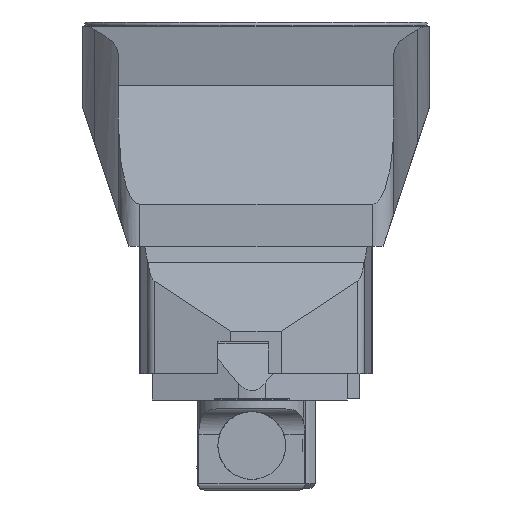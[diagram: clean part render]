
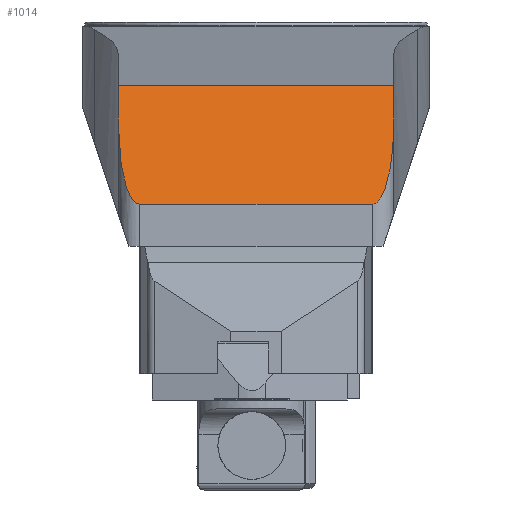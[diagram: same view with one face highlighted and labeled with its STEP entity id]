
A CAD part, left-side view. The second image highlights one B-rep face of the part: STEP entity #1014.
In plain terms, the highlighted planar face has unit normal (-0.966, 0, 0.259).
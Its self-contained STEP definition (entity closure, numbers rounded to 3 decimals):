
#562=ELLIPSE('',#8671,38.637,10.);
#563=ELLIPSE('',#8672,38.637,10.);
#611=FACE_OUTER_BOUND('',#3499,.T.);
#1014=ADVANCED_FACE('',(#611),#1470,.F.);
#1470=PLANE('',#8673);
#1857=LINE('',#11623,#2625);
#1863=LINE('',#11635,#2631);
#1864=LINE('',#11641,#2632);
#1865=LINE('',#11643,#2633);
#2625=VECTOR('',#9439,1.);
#2631=VECTOR('',#9449,1.);
#2632=VECTOR('',#9454,1.);
#2633=VECTOR('',#9455,1.);
#3499=EDGE_LOOP('',(#4084,#4085,#4086,#4087,#4088,#4089));
#4084=ORIENTED_EDGE('',*,*,#7182,.T.);
#4085=ORIENTED_EDGE('',*,*,#7183,.T.);
#4086=ORIENTED_EDGE('',*,*,#7176,.F.);
#4087=ORIENTED_EDGE('',*,*,#7184,.T.);
#4088=ORIENTED_EDGE('',*,*,#7185,.T.);
#4089=ORIENTED_EDGE('',*,*,#7186,.T.);
#6378=VERTEX_POINT('',#11624);
#6379=VERTEX_POINT('',#11625);
#6382=VERTEX_POINT('',#11636);
#6383=VERTEX_POINT('',#11637);
#6384=VERTEX_POINT('',#11640);
#6385=VERTEX_POINT('',#11642);
#7176=EDGE_CURVE('',#6378,#6379,#1857,.T.);
#7182=EDGE_CURVE('',#6382,#6383,#1863,.T.);
#7183=EDGE_CURVE('',#6383,#6379,#562,.T.);
#7184=EDGE_CURVE('',#6378,#6384,#563,.T.);
#7185=EDGE_CURVE('',#6384,#6385,#1864,.T.);
#7186=EDGE_CURVE('',#6385,#6382,#1865,.T.);
#8671=AXIS2_PLACEMENT_3D('',#11638,#9450,#9451);
#8672=AXIS2_PLACEMENT_3D('',#11639,#9452,#9453);
#8673=AXIS2_PLACEMENT_3D('',#11644,#9456,#9457);
#9439=DIRECTION('',(0.,1.,0.));
#9449=DIRECTION('',(-0.259,0.,-0.966));
#9450=DIRECTION('',(-0.966,0.,0.259));
#9451=DIRECTION('',(-0.259,0.,-0.966));
#9452=DIRECTION('',(-0.966,0.,0.259));
#9453=DIRECTION('',(0.259,0.,0.966));
#9454=DIRECTION('',(0.259,0.,0.966));
#9455=DIRECTION('',(0.,1.,0.));
#9456=DIRECTION('',(0.966,0.,-0.259));
#9457=DIRECTION('',(0.259,0.,0.966));
#11623=CARTESIAN_POINT('',(-475.,-475.,-86.));
#11624=CARTESIAN_POINT('',(-475.,-55.,-86.));
#11625=CARTESIAN_POINT('',(-475.,55.,-86.));
#11635=CARTESIAN_POINT('',(-459.995,65.,-30.));
#11636=CARTESIAN_POINT('',(-459.995,65.,-30.));
#11637=CARTESIAN_POINT('',(-465.,65.,-48.679));
#11638=CARTESIAN_POINT('',(-465.,55.,-48.679));
#11639=CARTESIAN_POINT('',(-465.,-55.,-48.679));
#11640=CARTESIAN_POINT('',(-465.,-65.,-48.679));
#11641=CARTESIAN_POINT('',(-459.995,-65.,-30.));
#11642=CARTESIAN_POINT('',(-459.995,-65.,-30.));
#11643=CARTESIAN_POINT('',(-459.995,-475.,-30.));
#11644=CARTESIAN_POINT('',(-459.995,-475.,-30.));
